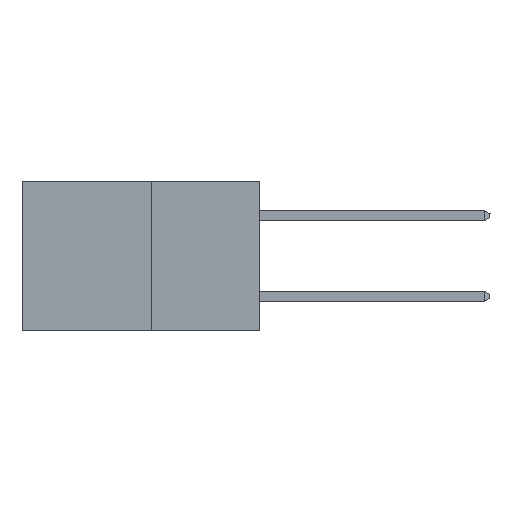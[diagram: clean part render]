
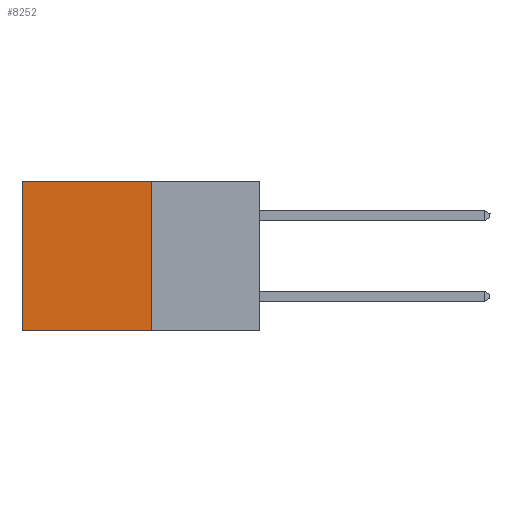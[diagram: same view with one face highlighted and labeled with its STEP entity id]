
A CAD part, left-side view. The second image highlights one B-rep face of the part: STEP entity #8252.
In plain terms, the highlighted planar face has unit normal (-1, 0, 0).
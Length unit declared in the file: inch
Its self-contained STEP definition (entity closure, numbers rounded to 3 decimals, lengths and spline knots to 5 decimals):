
#197 = CARTESIAN_POINT ( 'NONE',  ( 0.277, 0.59, 0. ) ) ;
#660 = EDGE_LOOP ( 'NONE', ( #12886, #8005, #10811, #8691 ) ) ;
#1580 = DIRECTION ( 'NONE',  ( 1., 0., 0. ) ) ;
#2089 = CARTESIAN_POINT ( 'NONE',  ( 0.277, 0.27, -0.37 ) ) ;
#3273 = EDGE_CURVE ( 'NONE', #9774, #3989, #11842, .T. ) ;
#3417 = DIRECTION ( 'NONE',  ( 0., 1., 0. ) ) ;
#3492 = CARTESIAN_POINT ( 'NONE',  ( 0.277, 0.27, 0. ) ) ;
#3692 = CARTESIAN_POINT ( 'NONE',  ( 0.277, 0.27, -0.37 ) ) ;
#3989 = VERTEX_POINT ( 'NONE', #5578 ) ;
#4097 = VERTEX_POINT ( 'NONE', #4664 ) ;
#4322 = EDGE_CURVE ( 'NONE', #9774, #7900, #12926, .T. ) ;
#4664 = CARTESIAN_POINT ( 'NONE',  ( 0.277, 0.59, -0.37 ) ) ;
#5578 = CARTESIAN_POINT ( 'NONE',  ( 0.277, 0.27, -0.37 ) ) ;
#5593 = EDGE_CURVE ( 'NONE', #7900, #4097, #9229, .T. ) ;
#6644 = FACE_OUTER_BOUND ( 'NONE', #660, .T. ) ;
#6703 = VECTOR ( 'NONE', #11311, 39.37008 ) ;
#7128 = CARTESIAN_POINT ( 'NONE',  ( 0.277, 0.59, -0.37 ) ) ;
#7730 = VECTOR ( 'NONE', #3417, 39.37008 ) ;
#7900 = VERTEX_POINT ( 'NONE', #197 ) ;
#7959 = PLANE ( 'NONE',  #10815 ) ;
#8005 = ORIENTED_EDGE ( 'NONE', *, *, #12522, .F. ) ;
#8252 = ADVANCED_FACE ( 'NONE', ( #6644 ), #7959, .F. ) ;
#8691 = ORIENTED_EDGE ( 'NONE', *, *, #4322, .T. ) ;
#9041 = DIRECTION ( 'NONE',  ( 0., 0., -1. ) ) ;
#9229 = LINE ( 'NONE', #7128, #6703 ) ;
#9404 = VECTOR ( 'NONE', #13621, 39.37008 ) ;
#9435 = VECTOR ( 'NONE', #9695, 39.37008 ) ;
#9695 = DIRECTION ( 'NONE',  ( 0., 0., -1. ) ) ;
#9750 = CARTESIAN_POINT ( 'NONE',  ( 0.277, 0.27, -0.37 ) ) ;
#9774 = VERTEX_POINT ( 'NONE', #10246 ) ;
#10246 = CARTESIAN_POINT ( 'NONE',  ( 0.277, 0.27, 0. ) ) ;
#10811 = ORIENTED_EDGE ( 'NONE', *, *, #3273, .F. ) ;
#10815 = AXIS2_PLACEMENT_3D ( 'NONE', #3692, #1580, #9041 ) ;
#11311 = DIRECTION ( 'NONE',  ( 0., 0., -1. ) ) ;
#11842 = LINE ( 'NONE', #9750, #9435 ) ;
#12120 = LINE ( 'NONE', #2089, #9404 ) ;
#12522 = EDGE_CURVE ( 'NONE', #3989, #4097, #12120, .T. ) ;
#12886 = ORIENTED_EDGE ( 'NONE', *, *, #5593, .T. ) ;
#12926 = LINE ( 'NONE', #3492, #7730 ) ;
#13621 = DIRECTION ( 'NONE',  ( 0., 1., 0. ) ) ;
